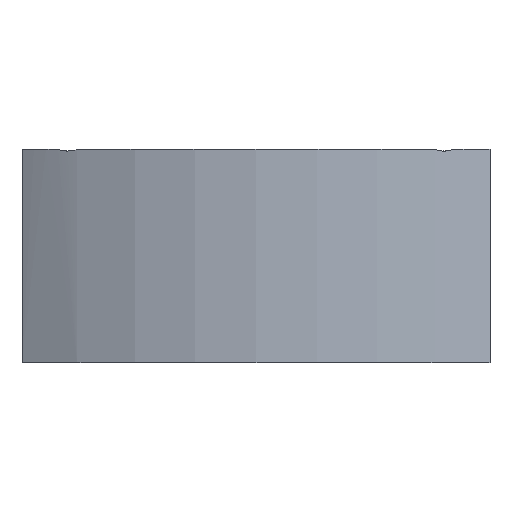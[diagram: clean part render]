
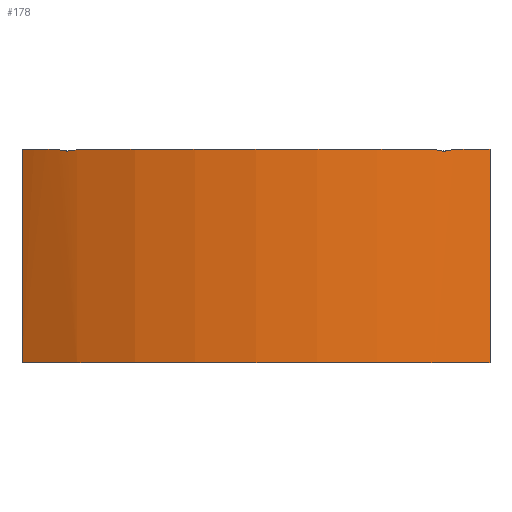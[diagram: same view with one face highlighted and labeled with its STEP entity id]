
A CAD part, front view. The second image highlights one B-rep face of the part: STEP entity #178.
In plain terms, the highlighted cylindrical face has radius 25.375 mm (diameter 50.75 mm), a partial arc.
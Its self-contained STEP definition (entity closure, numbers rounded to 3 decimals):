
#15=B_SPLINE_CURVE_WITH_KNOTS('',3,(#307,#308,#309,#310,#311,#312),
 .UNSPECIFIED.,.F.,.F.,(4,2,4),(0.183,0.238,0.292),
 .UNSPECIFIED.);
#16=B_SPLINE_CURVE_WITH_KNOTS('',3,(#313,#314,#315,#316,#317,#318),
 .UNSPECIFIED.,.F.,.F.,(4,2,4),(0.181,0.235,0.29),
 .UNSPECIFIED.);
#17=CYLINDRICAL_SURFACE('',#207,25.375);
#25=FACE_OUTER_BOUND('',#35,.T.);
#35=EDGE_LOOP('',(#142,#143,#144,#145,#146,#147,#148,#149));
#40=CIRCLE('',#198,25.375);
#41=CIRCLE('',#200,25.375);
#42=CIRCLE('',#202,25.375);
#45=CIRCLE('',#208,25.375);
#57=LINE('',#296,#73);
#60=LINE('',#306,#76);
#73=VECTOR('',#240,10.);
#76=VECTOR('',#253,10.);
#78=VERTEX_POINT('',#265);
#80=VERTEX_POINT('',#268);
#82=VERTEX_POINT('',#274);
#84=VERTEX_POINT('',#277);
#87=VERTEX_POINT('',#284);
#89=VERTEX_POINT('',#288);
#91=VERTEX_POINT('',#294);
#93=VERTEX_POINT('',#304);
#95=EDGE_CURVE('',#80,#78,#40,.T.);
#99=EDGE_CURVE('',#84,#82,#41,.T.);
#105=EDGE_CURVE('',#87,#89,#42,.T.);
#108=EDGE_CURVE('',#91,#89,#57,.T.);
#113=EDGE_CURVE('',#93,#91,#45,.T.);
#114=EDGE_CURVE('',#93,#80,#60,.T.);
#115=EDGE_CURVE('',#78,#84,#15,.T.);
#116=EDGE_CURVE('',#82,#87,#16,.T.);
#142=ORIENTED_EDGE('',*,*,#105,.T.);
#143=ORIENTED_EDGE('',*,*,#108,.F.);
#144=ORIENTED_EDGE('',*,*,#113,.F.);
#145=ORIENTED_EDGE('',*,*,#114,.T.);
#146=ORIENTED_EDGE('',*,*,#95,.T.);
#147=ORIENTED_EDGE('',*,*,#115,.T.);
#148=ORIENTED_EDGE('',*,*,#99,.T.);
#149=ORIENTED_EDGE('',*,*,#116,.T.);
#178=ADVANCED_FACE('',(#25),#17,.T.);
#198=AXIS2_PLACEMENT_3D('',#269,#218,#219);
#200=AXIS2_PLACEMENT_3D('',#278,#225,#226);
#202=AXIS2_PLACEMENT_3D('',#290,#234,#235);
#207=AXIS2_PLACEMENT_3D('',#303,#249,#250);
#208=AXIS2_PLACEMENT_3D('',#305,#251,#252);
#218=DIRECTION('center_axis',(0.,0.,-1.));
#219=DIRECTION('ref_axis',(1.,0.,0.));
#225=DIRECTION('center_axis',(0.,0.,-1.));
#226=DIRECTION('ref_axis',(1.,0.,0.));
#234=DIRECTION('center_axis',(0.,0.,-1.));
#235=DIRECTION('ref_axis',(1.,0.,0.));
#240=DIRECTION('',(0.,0.,1.));
#249=DIRECTION('center_axis',(0.,0.,1.));
#250=DIRECTION('ref_axis',(1.,0.,0.));
#251=DIRECTION('center_axis',(0.,0.,-1.));
#252=DIRECTION('ref_axis',(1.,0.,0.));
#253=DIRECTION('',(0.,0.,1.));
#265=CARTESIAN_POINT('',(10.672,-43.022,21.85));
#268=CARTESIAN_POINT('',(12.625,-42.011,21.85));
#269=CARTESIAN_POINT('Origin',(0.,-20.,21.85));
#274=CARTESIAN_POINT('',(-9.648,-43.469,21.85));
#277=CARTESIAN_POINT('',(9.648,-43.469,21.85));
#278=CARTESIAN_POINT('Origin',(0.,-20.,21.85));
#284=CARTESIAN_POINT('',(-10.672,-43.022,21.85));
#288=CARTESIAN_POINT('',(-12.625,-42.011,21.85));
#290=CARTESIAN_POINT('Origin',(0.,-20.,21.85));
#294=CARTESIAN_POINT('',(-12.625,-42.011,10.35));
#296=CARTESIAN_POINT('',(-12.625,-42.011,10.35));
#303=CARTESIAN_POINT('Origin',(0.,-20.,10.35));
#304=CARTESIAN_POINT('',(12.625,-42.011,10.35));
#305=CARTESIAN_POINT('Origin',(0.,-20.,10.35));
#306=CARTESIAN_POINT('',(12.625,-42.011,10.35));
#307=CARTESIAN_POINT('Ctrl Pts',(10.672,-43.022,21.85));
#308=CARTESIAN_POINT('Ctrl Pts',(10.504,-43.099,21.789));
#309=CARTESIAN_POINT('Ctrl Pts',(10.327,-43.179,21.76));
#310=CARTESIAN_POINT('Ctrl Pts',(9.994,-43.325,21.76));
#311=CARTESIAN_POINT('Ctrl Pts',(9.817,-43.4,21.789));
#312=CARTESIAN_POINT('Ctrl Pts',(9.648,-43.469,21.85));
#313=CARTESIAN_POINT('Ctrl Pts',(-9.648,-43.469,21.85));
#314=CARTESIAN_POINT('Ctrl Pts',(-9.817,-43.4,21.789));
#315=CARTESIAN_POINT('Ctrl Pts',(-9.994,-43.325,21.76));
#316=CARTESIAN_POINT('Ctrl Pts',(-10.327,-43.179,21.76));
#317=CARTESIAN_POINT('Ctrl Pts',(-10.504,-43.099,21.789));
#318=CARTESIAN_POINT('Ctrl Pts',(-10.672,-43.022,21.85));
